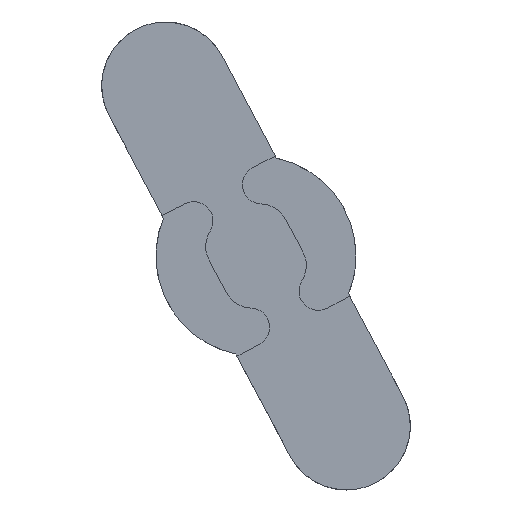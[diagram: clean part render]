
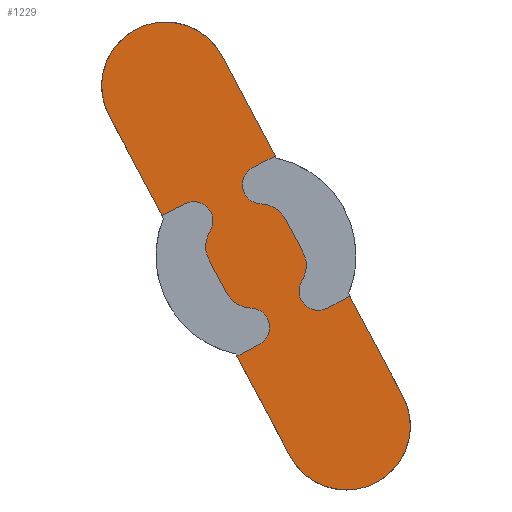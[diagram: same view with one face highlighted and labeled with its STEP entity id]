
A CAD part, front view. The second image highlights one B-rep face of the part: STEP entity #1229.
In plain terms, the highlighted planar face has unit normal (0, -1, 0).
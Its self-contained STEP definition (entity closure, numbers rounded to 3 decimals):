
#123=CIRCLE('',#1286,1.325);
#132=CIRCLE('',#1303,0.35);
#134=CIRCLE('',#1307,0.4);
#136=CIRCLE('',#1310,0.6);
#138=CIRCLE('',#1314,0.6);
#140=CIRCLE('',#1317,0.4);
#142=CIRCLE('',#1322,0.35);
#144=CIRCLE('',#1326,0.4);
#146=CIRCLE('',#1329,0.6);
#148=CIRCLE('',#1333,0.6);
#150=CIRCLE('',#1336,0.4);
#151=CIRCLE('',#1339,1.325);
#210=FACE_OUTER_BOUND('',#275,.T.);
#275=EDGE_LOOP('',(#1016,#1017,#1018,#1019,#1020,#1021,#1022,#1023,#1024,
#1025,#1026,#1027,#1028,#1029,#1030,#1031,#1032,#1033,#1034,#1035,#1036,
#1037,#1038,#1039));
#307=LINE('',#2261,#386);
#315=LINE('',#2278,#394);
#320=LINE('',#2321,#399);
#325=LINE('',#2334,#404);
#330=LINE('',#2352,#409);
#334=LINE('',#2367,#413);
#337=LINE('',#2373,#416);
#341=LINE('',#2385,#420);
#346=LINE('',#2403,#425);
#351=LINE('',#2421,#430);
#352=LINE('',#2426,#431);
#353=LINE('',#2427,#432);
#386=VECTOR('',#1440,10.);
#394=VECTOR('',#1454,10.);
#399=VECTOR('',#1485,10.);
#404=VECTOR('',#1498,10.);
#409=VECTOR('',#1517,10.);
#413=VECTOR('',#1535,10.);
#416=VECTOR('',#1540,10.);
#420=VECTOR('',#1552,10.);
#425=VECTOR('',#1571,10.);
#430=VECTOR('',#1590,10.);
#431=VECTOR('',#1595,10.);
#432=VECTOR('',#1596,10.);
#520=VERTEX_POINT('',#2258);
#521=VERTEX_POINT('',#2260);
#524=VERTEX_POINT('',#2268);
#527=VERTEX_POINT('',#2276);
#539=VERTEX_POINT('',#2318);
#540=VERTEX_POINT('',#2320);
#542=VERTEX_POINT('',#2326);
#544=VERTEX_POINT('',#2332);
#546=VERTEX_POINT('',#2338);
#548=VERTEX_POINT('',#2344);
#550=VERTEX_POINT('',#2350);
#552=VERTEX_POINT('',#2356);
#554=VERTEX_POINT('',#2362);
#556=VERTEX_POINT('',#2371);
#558=VERTEX_POINT('',#2377);
#560=VERTEX_POINT('',#2383);
#562=VERTEX_POINT('',#2389);
#564=VERTEX_POINT('',#2395);
#566=VERTEX_POINT('',#2401);
#568=VERTEX_POINT('',#2407);
#570=VERTEX_POINT('',#2413);
#572=VERTEX_POINT('',#2419);
#573=VERTEX_POINT('',#2423);
#574=VERTEX_POINT('',#2424);
#672=EDGE_CURVE('',#520,#521,#307,.T.);
#677=EDGE_CURVE('',#524,#520,#123,.T.);
#681=EDGE_CURVE('',#527,#524,#315,.T.);
#697=EDGE_CURVE('',#539,#540,#320,.T.);
#701=EDGE_CURVE('',#542,#539,#132,.T.);
#704=EDGE_CURVE('',#544,#542,#325,.T.);
#707=EDGE_CURVE('',#546,#544,#134,.T.);
#710=EDGE_CURVE('',#548,#546,#136,.T.);
#713=EDGE_CURVE('',#550,#548,#330,.T.);
#716=EDGE_CURVE('',#552,#550,#138,.T.);
#719=EDGE_CURVE('',#554,#552,#140,.T.);
#721=EDGE_CURVE('',#521,#554,#334,.T.);
#724=EDGE_CURVE('',#556,#527,#337,.T.);
#727=EDGE_CURVE('',#558,#556,#142,.T.);
#730=EDGE_CURVE('',#560,#558,#341,.T.);
#733=EDGE_CURVE('',#562,#560,#144,.T.);
#736=EDGE_CURVE('',#564,#562,#146,.T.);
#739=EDGE_CURVE('',#566,#564,#346,.T.);
#742=EDGE_CURVE('',#568,#566,#148,.T.);
#745=EDGE_CURVE('',#570,#568,#150,.T.);
#748=EDGE_CURVE('',#572,#570,#351,.T.);
#749=EDGE_CURVE('',#573,#574,#151,.T.);
#750=EDGE_CURVE('',#540,#573,#352,.T.);
#751=EDGE_CURVE('',#574,#572,#353,.T.);
#1016=ORIENTED_EDGE('',*,*,#749,.F.);
#1017=ORIENTED_EDGE('',*,*,#750,.F.);
#1018=ORIENTED_EDGE('',*,*,#697,.F.);
#1019=ORIENTED_EDGE('',*,*,#701,.F.);
#1020=ORIENTED_EDGE('',*,*,#704,.F.);
#1021=ORIENTED_EDGE('',*,*,#707,.F.);
#1022=ORIENTED_EDGE('',*,*,#710,.F.);
#1023=ORIENTED_EDGE('',*,*,#713,.F.);
#1024=ORIENTED_EDGE('',*,*,#716,.F.);
#1025=ORIENTED_EDGE('',*,*,#719,.F.);
#1026=ORIENTED_EDGE('',*,*,#721,.F.);
#1027=ORIENTED_EDGE('',*,*,#672,.F.);
#1028=ORIENTED_EDGE('',*,*,#677,.F.);
#1029=ORIENTED_EDGE('',*,*,#681,.F.);
#1030=ORIENTED_EDGE('',*,*,#724,.F.);
#1031=ORIENTED_EDGE('',*,*,#727,.F.);
#1032=ORIENTED_EDGE('',*,*,#730,.F.);
#1033=ORIENTED_EDGE('',*,*,#733,.F.);
#1034=ORIENTED_EDGE('',*,*,#736,.F.);
#1035=ORIENTED_EDGE('',*,*,#739,.F.);
#1036=ORIENTED_EDGE('',*,*,#742,.F.);
#1037=ORIENTED_EDGE('',*,*,#745,.F.);
#1038=ORIENTED_EDGE('',*,*,#748,.F.);
#1039=ORIENTED_EDGE('',*,*,#751,.F.);
#1167=PLANE('',#1338);
#1229=ADVANCED_FACE('',(#210),#1167,.T.);
#1286=AXIS2_PLACEMENT_3D('',#2270,#1447,#1448);
#1303=AXIS2_PLACEMENT_3D('',#2328,#1492,#1493);
#1307=AXIS2_PLACEMENT_3D('',#2340,#1504,#1505);
#1310=AXIS2_PLACEMENT_3D('',#2346,#1511,#1512);
#1314=AXIS2_PLACEMENT_3D('',#2358,#1523,#1524);
#1317=AXIS2_PLACEMENT_3D('',#2364,#1530,#1531);
#1322=AXIS2_PLACEMENT_3D('',#2379,#1546,#1547);
#1326=AXIS2_PLACEMENT_3D('',#2391,#1558,#1559);
#1329=AXIS2_PLACEMENT_3D('',#2397,#1565,#1566);
#1333=AXIS2_PLACEMENT_3D('',#2409,#1577,#1578);
#1336=AXIS2_PLACEMENT_3D('',#2415,#1584,#1585);
#1338=AXIS2_PLACEMENT_3D('',#2422,#1591,#1592);
#1339=AXIS2_PLACEMENT_3D('',#2425,#1593,#1594);
#1440=DIRECTION('',(0.469,0.,-0.883));
#1447=DIRECTION('center_axis',(0.,1.,0.));
#1448=DIRECTION('ref_axis',(-1.,0.,0.));
#1454=DIRECTION('',(-0.469,0.,0.883));
#1485=DIRECTION('',(0.883,0.,0.469));
#1492=DIRECTION('center_axis',(0.,1.,0.));
#1493=DIRECTION('ref_axis',(0.883,0.,0.469));
#1498=DIRECTION('',(0.883,0.,0.469));
#1504=DIRECTION('center_axis',(0.,-1.,0.));
#1505=DIRECTION('ref_axis',(-0.848,0.,0.53));
#1511=DIRECTION('center_axis',(0.,1.,0.));
#1512=DIRECTION('ref_axis',(0.848,0.,-0.53));
#1517=DIRECTION('',(0.469,0.,-0.883));
#1523=DIRECTION('center_axis',(0.,1.,0.));
#1524=DIRECTION('ref_axis',(0.883,0.,0.469));
#1530=DIRECTION('center_axis',(0.,-1.,0.));
#1531=DIRECTION('ref_axis',(-0.469,0.,0.883));
#1535=DIRECTION('',(-0.886,0.,-0.463));
#1540=DIRECTION('',(-0.886,0.,-0.463));
#1546=DIRECTION('center_axis',(0.,1.,0.));
#1547=DIRECTION('ref_axis',(-0.883,0.,-0.469));
#1552=DIRECTION('',(-0.883,0.,-0.469));
#1558=DIRECTION('center_axis',(0.,-1.,0.));
#1559=DIRECTION('ref_axis',(0.848,0.,-0.53));
#1565=DIRECTION('center_axis',(0.,1.,0.));
#1566=DIRECTION('ref_axis',(-0.848,0.,0.53));
#1571=DIRECTION('',(-0.469,0.,0.883));
#1577=DIRECTION('center_axis',(0.,1.,0.));
#1578=DIRECTION('ref_axis',(-0.883,0.,-0.469));
#1584=DIRECTION('center_axis',(0.,-1.,0.));
#1585=DIRECTION('ref_axis',(0.469,0.,-0.883));
#1590=DIRECTION('',(0.883,0.,0.469));
#1591=DIRECTION('center_axis',(0.,-1.,0.));
#1592=DIRECTION('ref_axis',(1.,0.,0.));
#1593=DIRECTION('center_axis',(0.,1.,0.));
#1594=DIRECTION('ref_axis',(-0.559,0.,-0.829));
#1595=DIRECTION('',(0.469,0.,-0.883));
#1596=DIRECTION('',(-0.469,0.,0.883));
#2258=CARTESIAN_POINT('',(8.818,8.525,-1.346));
#2260=CARTESIAN_POINT('',(9.923,8.525,-3.424));
#2261=CARTESIAN_POINT('',(10.303,8.525,-4.138));
#2268=CARTESIAN_POINT('',(6.478,8.525,-2.59));
#2270=CARTESIAN_POINT('Origin',(7.648,8.525,-1.968));
#2276=CARTESIAN_POINT('',(7.578,8.525,-4.657));
#2278=CARTESIAN_POINT('',(7.417,8.525,-4.356));
#2318=CARTESIAN_POINT('',(11.121,8.525,-6.522));
#2320=CARTESIAN_POINT('',(11.471,8.525,-6.336));
#2321=CARTESIAN_POINT('',(11.071,8.525,-6.549));
#2326=CARTESIAN_POINT('',(11.096,8.525,-6.534));
#2328=CARTESIAN_POINT('Origin',(11.26,8.525,-6.843));
#2332=CARTESIAN_POINT('',(11.007,8.525,-6.581));
#2334=CARTESIAN_POINT('',(11.007,8.525,-6.581));
#2338=CARTESIAN_POINT('',(10.48,8.525,-6.016));
#2340=CARTESIAN_POINT('Origin',(10.819,8.525,-6.228));
#2344=CARTESIAN_POINT('',(10.501,8.525,-5.417));
#2346=CARTESIAN_POINT('Origin',(9.971,8.525,-5.698));
#2350=CARTESIAN_POINT('',(10.141,8.525,-4.738));
#2352=CARTESIAN_POINT('',(10.141,8.525,-4.738));
#2356=CARTESIAN_POINT('',(9.632,8.525,-4.42));
#2358=CARTESIAN_POINT('Origin',(9.611,8.525,-5.02));
#2362=CARTESIAN_POINT('',(9.458,8.525,-3.668));
#2364=CARTESIAN_POINT('Origin',(9.646,8.525,-4.021));
#2367=CARTESIAN_POINT('',(10.476,8.525,-3.135));
#2371=CARTESIAN_POINT('',(7.895,8.525,-4.491));
#2373=CARTESIAN_POINT('',(7.895,8.525,-4.491));
#2377=CARTESIAN_POINT('',(7.957,8.525,-4.466));
#2379=CARTESIAN_POINT('Origin',(7.793,8.525,-4.157));
#2383=CARTESIAN_POINT('',(8.045,8.525,-4.419));
#2385=CARTESIAN_POINT('',(8.045,8.525,-4.419));
#2389=CARTESIAN_POINT('',(8.572,8.525,-4.984));
#2391=CARTESIAN_POINT('Origin',(8.233,8.525,-4.772));
#2395=CARTESIAN_POINT('',(8.551,8.525,-5.583));
#2397=CARTESIAN_POINT('Origin',(9.081,8.525,-5.302));
#2401=CARTESIAN_POINT('',(8.912,8.525,-6.262));
#2403=CARTESIAN_POINT('',(8.912,8.525,-6.262));
#2407=CARTESIAN_POINT('',(9.421,8.525,-6.58));
#2409=CARTESIAN_POINT('Origin',(9.442,8.525,-5.98));
#2413=CARTESIAN_POINT('',(9.595,8.525,-7.332));
#2415=CARTESIAN_POINT('Origin',(9.407,8.525,-6.979));
#2419=CARTESIAN_POINT('',(9.131,8.525,-7.579));
#2421=CARTESIAN_POINT('',(8.572,8.525,-7.876));
#2422=CARTESIAN_POINT('Origin',(9.526,8.525,-5.5));
#2423=CARTESIAN_POINT('',(12.574,8.525,-8.41));
#2424=CARTESIAN_POINT('',(10.234,8.525,-9.654));
#2425=CARTESIAN_POINT('Origin',(11.404,8.525,-9.032));
#2426=CARTESIAN_POINT('',(11.09,8.525,-5.618));
#2427=CARTESIAN_POINT('',(9.295,8.525,-7.888));
